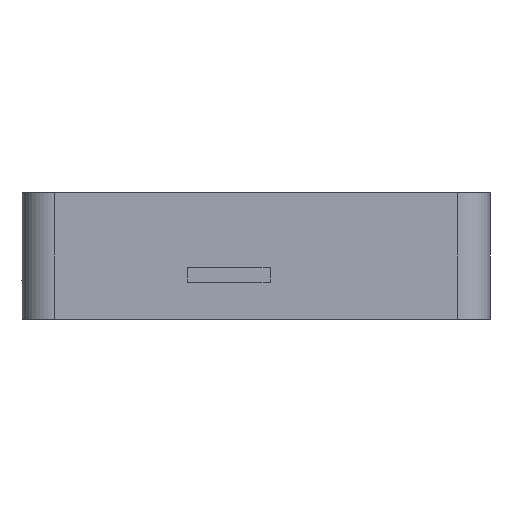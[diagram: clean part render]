
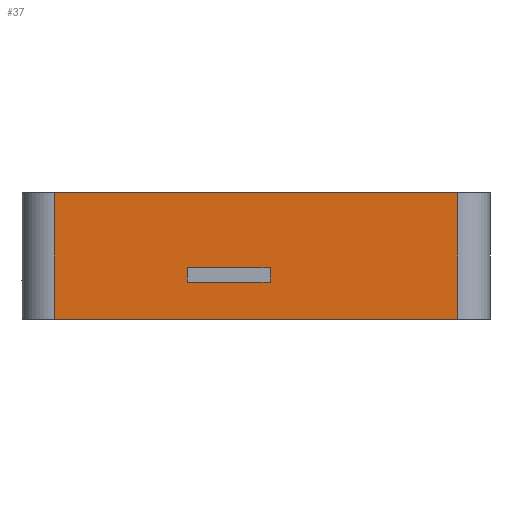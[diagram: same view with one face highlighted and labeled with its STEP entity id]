
A CAD part, left-side view. The second image highlights one B-rep face of the part: STEP entity #37.
In plain terms, the highlighted planar face has unit normal (-1, 0, 0).
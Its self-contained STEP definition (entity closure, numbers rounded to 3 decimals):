
#37=ADVANCED_FACE('',(#162,#121),#1667,.T.);
#121=FACE_BOUND('',#270,.T.);
#162=FACE_OUTER_BOUND('',#269,.T.);
#269=EDGE_LOOP('',(#466,#467,#468,#469));
#270=EDGE_LOOP('',(#470,#471,#472,#473));
#466=ORIENTED_EDGE('',*,*,#946,.T.);
#467=ORIENTED_EDGE('',*,*,#947,.T.);
#468=ORIENTED_EDGE('',*,*,#948,.F.);
#469=ORIENTED_EDGE('',*,*,#944,.F.);
#470=ORIENTED_EDGE('',*,*,#992,.T.);
#471=ORIENTED_EDGE('',*,*,#994,.T.);
#472=ORIENTED_EDGE('',*,*,#991,.T.);
#473=ORIENTED_EDGE('',*,*,#993,.F.);
#944=EDGE_CURVE('',#1464,#1465,#1346,.T.);
#946=EDGE_CURVE('',#1464,#1466,#1348,.T.);
#947=EDGE_CURVE('',#1466,#1467,#1349,.T.);
#948=EDGE_CURVE('',#1465,#1467,#1350,.T.);
#991=EDGE_CURVE('',#1486,#1487,#1192,.T.);
#992=EDGE_CURVE('',#1488,#1489,#1193,.T.);
#993=EDGE_CURVE('',#1488,#1487,#1194,.T.);
#994=EDGE_CURVE('',#1489,#1486,#1195,.T.);
#1192=B_SPLINE_CURVE_WITH_KNOTS('',1,(#3436,#3437),.UNSPECIFIED.,.F.,.F.,
(2,2),(-3.,0.),.UNSPECIFIED.);
#1193=B_SPLINE_CURVE_WITH_KNOTS('',1,(#3438,#3439),.UNSPECIFIED.,.F.,.F.,
(2,2),(0.,3.),.UNSPECIFIED.);
#1194=B_SPLINE_CURVE_WITH_KNOTS('',1,(#3440,#3441),.UNSPECIFIED.,.F.,.F.,
(2,2),(0.,17.035),.UNSPECIFIED.);
#1195=B_SPLINE_CURVE_WITH_KNOTS('',1,(#3442,#3443),.UNSPECIFIED.,.F.,.F.,
(2,2),(0.,17.035),.UNSPECIFIED.);
#1346=(
BOUNDED_CURVE()
B_SPLINE_CURVE(1,(#3307,#3308),.UNSPECIFIED.,.F.,.F.)
B_SPLINE_CURVE_WITH_KNOTS((2,2),(0.,26.),.UNSPECIFIED.)
CURVE()
GEOMETRIC_REPRESENTATION_ITEM()
RATIONAL_B_SPLINE_CURVE((1.,1.))
REPRESENTATION_ITEM('')
);
#1348=(
BOUNDED_CURVE()
B_SPLINE_CURVE(2,(#3312,#3313,#3314),.UNSPECIFIED.,.F.,.F.)
B_SPLINE_CURVE_WITH_KNOTS((3,3),(78.116,92.06),
 .UNSPECIFIED.)
CURVE()
GEOMETRIC_REPRESENTATION_ITEM()
RATIONAL_B_SPLINE_CURVE((1.,1.,1.))
REPRESENTATION_ITEM('')
);
#1349=(
BOUNDED_CURVE()
B_SPLINE_CURVE(1,(#3315,#3316),.UNSPECIFIED.,.F.,.F.)
B_SPLINE_CURVE_WITH_KNOTS((2,2),(0.,26.),.UNSPECIFIED.)
CURVE()
GEOMETRIC_REPRESENTATION_ITEM()
RATIONAL_B_SPLINE_CURVE((1.,1.))
REPRESENTATION_ITEM('')
);
#1350=(
BOUNDED_CURVE()
B_SPLINE_CURVE(2,(#3317,#3318,#3319),.UNSPECIFIED.,.F.,.F.)
B_SPLINE_CURVE_WITH_KNOTS((3,3),(78.116,92.06),
 .UNSPECIFIED.)
CURVE()
GEOMETRIC_REPRESENTATION_ITEM()
RATIONAL_B_SPLINE_CURVE((1.,1.,1.))
REPRESENTATION_ITEM('')
);
#1464=VERTEX_POINT('',#3019);
#1465=VERTEX_POINT('',#3020);
#1466=VERTEX_POINT('',#3021);
#1467=VERTEX_POINT('',#3022);
#1486=VERTEX_POINT('',#3041);
#1487=VERTEX_POINT('',#3042);
#1488=VERTEX_POINT('',#3043);
#1489=VERTEX_POINT('',#3044);
#1667=PLANE('',#1806);
#1806=AXIS2_PLACEMENT_3D('',#1968,#1887,$);
#1887=DIRECTION('',(-1.,0.,0.));
#1968=CARTESIAN_POINT('',(28.022,40.075,0.));
#3019=CARTESIAN_POINT('',(28.022,40.075,0.));
#3020=CARTESIAN_POINT('',(28.022,40.075,26.));
#3021=CARTESIAN_POINT('',(28.022,-42.875,0.));
#3022=CARTESIAN_POINT('',(28.022,-42.875,26.));
#3041=CARTESIAN_POINT('',(28.022,-4.295,10.624));
#3042=CARTESIAN_POINT('',(28.022,-4.295,7.624));
#3043=CARTESIAN_POINT('',(28.022,12.74,7.624));
#3044=CARTESIAN_POINT('',(28.022,12.74,10.624));
#3307=CARTESIAN_POINT('',(28.022,40.075,0.));
#3308=CARTESIAN_POINT('',(28.022,40.075,26.));
#3312=CARTESIAN_POINT('',(28.022,40.075,0.));
#3313=CARTESIAN_POINT('',(28.022,-1.4,0.));
#3314=CARTESIAN_POINT('',(28.022,-42.875,0.));
#3315=CARTESIAN_POINT('',(28.022,-42.875,0.));
#3316=CARTESIAN_POINT('',(28.022,-42.875,26.));
#3317=CARTESIAN_POINT('',(28.022,40.075,26.));
#3318=CARTESIAN_POINT('',(28.022,-1.4,26.));
#3319=CARTESIAN_POINT('',(28.022,-42.875,26.));
#3436=CARTESIAN_POINT('',(28.022,-4.295,10.624));
#3437=CARTESIAN_POINT('',(28.022,-4.295,7.624));
#3438=CARTESIAN_POINT('',(28.022,12.74,7.624));
#3439=CARTESIAN_POINT('',(28.022,12.74,10.624));
#3440=CARTESIAN_POINT('',(28.022,12.74,7.624));
#3441=CARTESIAN_POINT('',(28.022,-4.295,7.624));
#3442=CARTESIAN_POINT('',(28.022,12.74,10.624));
#3443=CARTESIAN_POINT('',(28.022,-4.295,10.624));
